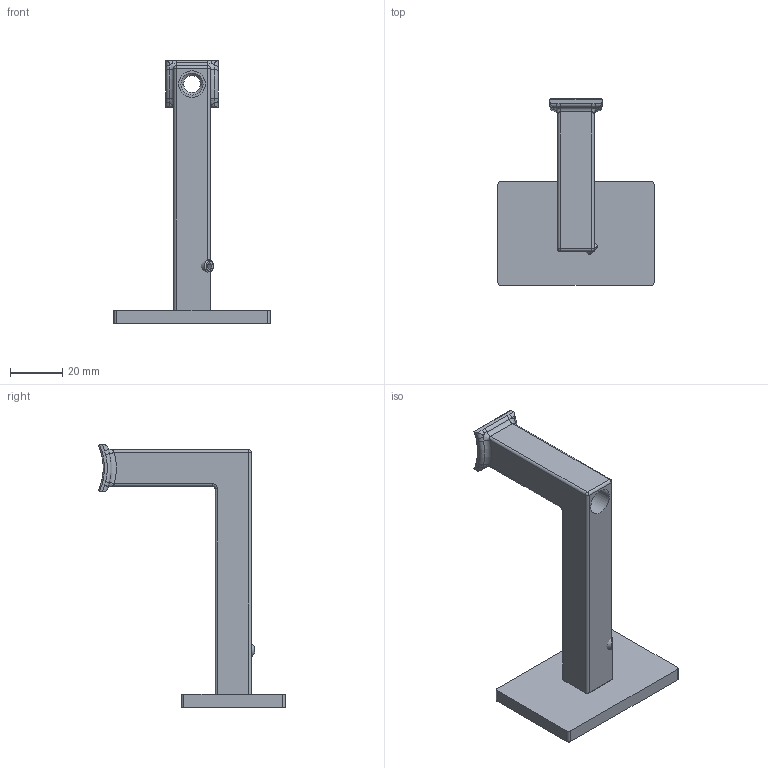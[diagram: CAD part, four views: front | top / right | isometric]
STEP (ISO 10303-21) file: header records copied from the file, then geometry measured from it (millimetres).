
FILE_DESCRIPTION (( 'STEP AP203' ), '1' );
FILE_NAME ('A_4111-042.STEP', '2018-12-13T06:34:56', ( '' ), ( '' ), 'SwSTEP 2.0', 'SolidWorks 2018', '' );
FILE_SCHEMA (( 'CONFIG_CONTROL_DESIGN' ));
Length unit declared in the file: millimetre
Products named in the file (5): A_4111-042; A_4111-042.P2; A_4111-042.P1; A_4111-042.P3; DIN 913_SKRUTKA M 5X 6
Assembly tree (4 placements, depth 2):
  A_4111-042
    A_4111-042.P1
    A_4111-042.P2
    A_4111-042.P3
    DIN 913_SKRUTKA M 5X 6
Bounding box: 60 x 71.73 x 101 mm (x, y, z)
Volume: 32431.3 mm3; surface area: 18518.6 mm2
Topology: 4 solids, 4 shells, 229 faces, 553 edges, 323 vertices
Faces by surface type: cylinder 100, plane 65, cone 21, torus 16, sphere 15, bspline 12
Entity records: 7536 total; most frequent: CARTESIAN_POINT 1858, DIRECTION 1108, ORIENTED_EDGE 1070, EDGE_CURVE 535, AXIS2_PLACEMENT_3D 429, VERTEX_POINT 323, LINE 250, VECTOR 250
